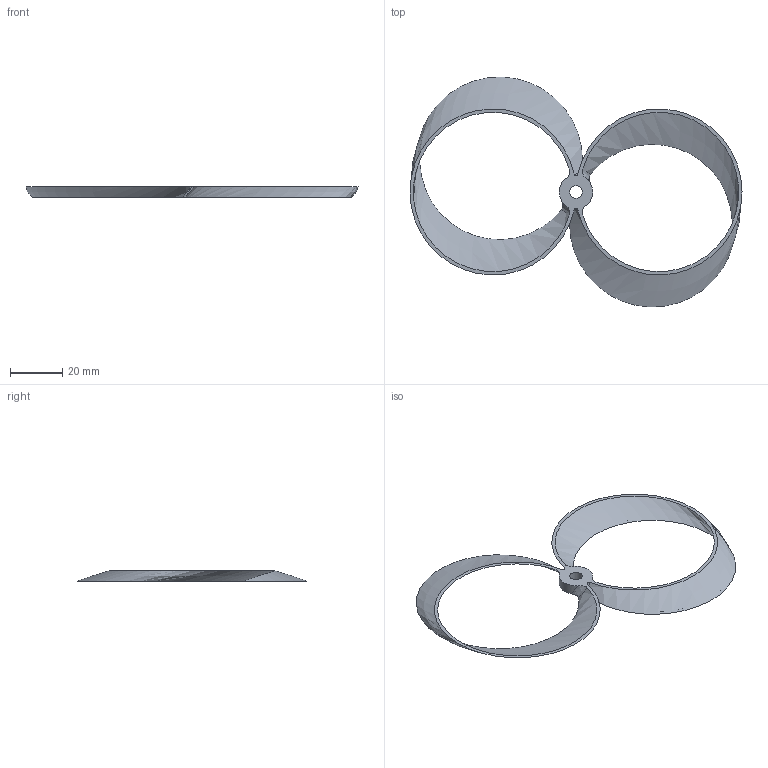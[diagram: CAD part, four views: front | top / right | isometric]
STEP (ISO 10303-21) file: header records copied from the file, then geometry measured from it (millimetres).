
FILE_DESCRIPTION(/* description */ ('STEP AP242','CAx-IF Rec.Pracs.---Representation and Presentation of Product Manufacturing Information (PMI)---4.0---2014-10-13','CAx-IF Rec.Pracs.---3D Tessellated Geometry---0.4---2014-09-14','2;1'),/* implementation_level */ '2;1');
FILE_NAME(/* name */ '6471215e4937f753c1e6e378',/* time_stamp */ '2023-05-26T21:15:11Z',/* author */ (''),/* organization */ (''),/* preprocessor_version */ 'ST-DEVELOPER v19.4',/* originating_system */ ' ',/* authorisation */ ' ');
FILE_SCHEMA (('AP242_MANAGED_MODEL_BASED_3D_ENGINEERING_MIM_LF { 1 0 10303 442 1 1 4 }'));
Length unit declared in the file: metre
Products named in the file (2): Part 1; Curve 1
Bounding box: 127 x 87.96 x 4 mm (x, y, z)
Volume: 2319.8 mm3; surface area: 8338.2 mm2
Topology: 1 solids, 1 shells, 19 faces, 52 edges, 36 vertices
Faces by surface type: bspline 12, cylinder 5, plane 2
Full cylindrical faces by diameter (mm): 4.8 x1
Entity records: 875 total; most frequent: CARTESIAN_POINT 428, ORIENTED_EDGE 100, DIRECTION 54, EDGE_CURVE 50, VERTEX_POINT 34, B_SPLINE_CURVE_WITH_KNOTS 32, AXIS2_PLACEMENT_3D 27, EDGE_LOOP 26
